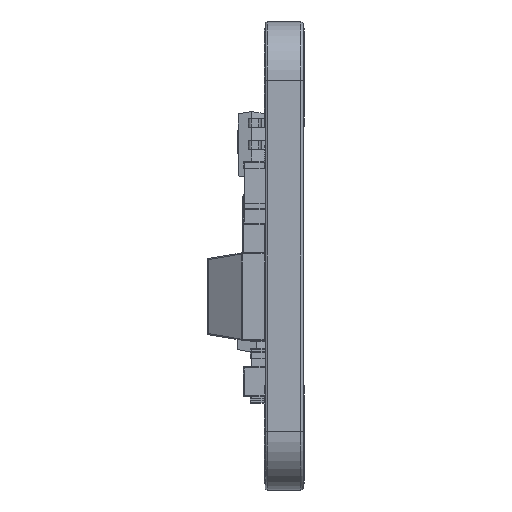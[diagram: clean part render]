
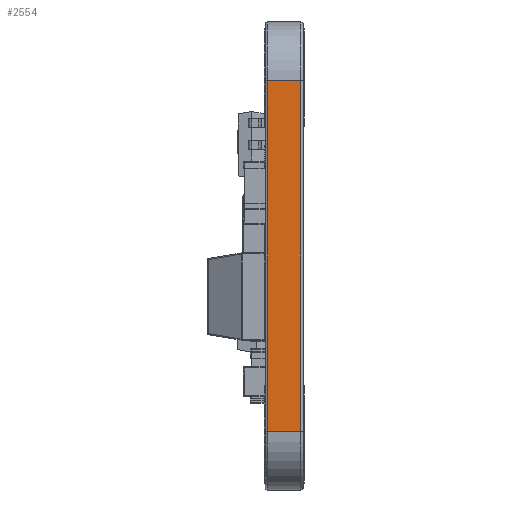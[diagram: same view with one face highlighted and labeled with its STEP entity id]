
A CAD part, left-side view. The second image highlights one B-rep face of the part: STEP entity #2554.
In plain terms, the highlighted planar face has unit normal (-1, 0, 0).
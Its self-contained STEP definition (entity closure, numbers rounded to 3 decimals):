
#64 = ORIENTED_EDGE ( 'NONE', *, *, #18222, .T. ) ;
#295 = ORIENTED_EDGE ( 'NONE', *, *, #30917, .T. ) ;
#487 = CARTESIAN_POINT ( 'NONE',  ( 0., 0.1, -2.54 ) ) ;
#1222 = LINE ( 'NONE', #31145, #8116 ) ;
#2554 = ADVANCED_FACE ( 'NONE', ( #2676 ), #8323, .F. ) ;
#2676 = FACE_OUTER_BOUND ( 'NONE', #18569, .T. ) ;
#3059 = VECTOR ( 'NONE', #29046, 1000. ) ;
#4060 = CARTESIAN_POINT ( 'NONE',  ( 0., 0.1, -2.54 ) ) ;
#4263 = ORIENTED_EDGE ( 'NONE', *, *, #24175, .F. ) ;
#5005 = VERTEX_POINT ( 'NONE', #487 ) ;
#8012 = CARTESIAN_POINT ( 'NONE',  ( 0., 1.65, -2.54 ) ) ;
#8116 = VECTOR ( 'NONE', #18416, 1000. ) ;
#8323 = PLANE ( 'NONE',  #24040 ) ;
#8757 = LINE ( 'NONE', #8940, #16109 ) ;
#8940 = CARTESIAN_POINT ( 'NONE',  ( 0., 1.55, -17.78 ) ) ;
#9429 = VERTEX_POINT ( 'NONE', #11662 ) ;
#10850 = CARTESIAN_POINT ( 'NONE',  ( 0., 1.65, -17.78 ) ) ;
#11397 = DIRECTION ( 'NONE',  ( 0., 0., -1. ) ) ;
#11662 = CARTESIAN_POINT ( 'NONE',  ( 0., 1.55, -2.54 ) ) ;
#13118 = DIRECTION ( 'NONE',  ( 1., 0., 0. ) ) ;
#13330 = LINE ( 'NONE', #10850, #28382 ) ;
#15930 = CARTESIAN_POINT ( 'NONE',  ( 0., 0.1, -17.78 ) ) ;
#16109 = VECTOR ( 'NONE', #11397, 1000. ) ;
#16697 = CARTESIAN_POINT ( 'NONE',  ( 0., 1.55, -17.78 ) ) ;
#18222 = EDGE_CURVE ( 'NONE', #9429, #26744, #8757, .T. ) ;
#18416 = DIRECTION ( 'NONE',  ( 0., -1., 0. ) ) ;
#18470 = LINE ( 'NONE', #4060, #3059 ) ;
#18569 = EDGE_LOOP ( 'NONE', ( #295, #27288, #4263, #64 ) ) ;
#24040 = AXIS2_PLACEMENT_3D ( 'NONE', #8012, #13118, #28013 ) ;
#24175 = EDGE_CURVE ( 'NONE', #9429, #5005, #1222, .T. ) ;
#24180 = VERTEX_POINT ( 'NONE', #15930 ) ;
#26744 = VERTEX_POINT ( 'NONE', #16697 ) ;
#27226 = EDGE_CURVE ( 'NONE', #24180, #5005, #18470, .T. ) ;
#27288 = ORIENTED_EDGE ( 'NONE', *, *, #27226, .T. ) ;
#28013 = DIRECTION ( 'NONE',  ( 0., 0., -1. ) ) ;
#28382 = VECTOR ( 'NONE', #28386, 1000. ) ;
#28386 = DIRECTION ( 'NONE',  ( 0., -1., 0. ) ) ;
#29046 = DIRECTION ( 'NONE',  ( 0., 0., 1. ) ) ;
#30917 = EDGE_CURVE ( 'NONE', #26744, #24180, #13330, .T. ) ;
#31145 = CARTESIAN_POINT ( 'NONE',  ( 0., 1.65, -2.54 ) ) ;
